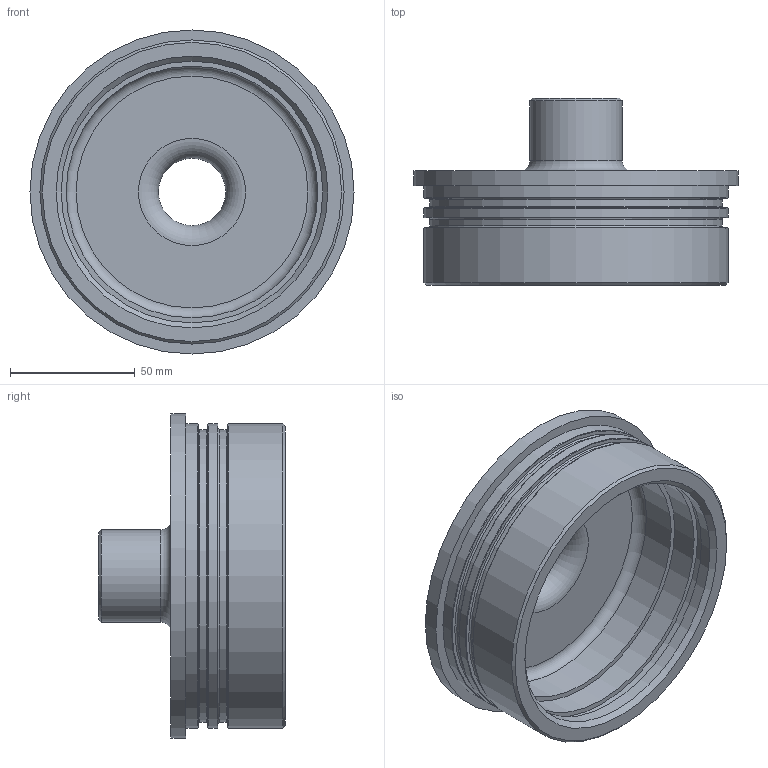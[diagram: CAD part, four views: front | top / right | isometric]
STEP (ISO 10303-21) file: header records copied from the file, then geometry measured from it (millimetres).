
FILE_DESCRIPTION(/* description */ (''),/* implementation_level */ '2;1');
FILE_NAME(/* name */ 'TWR.2A.4.03.02.001_plug.stp',/* time_stamp */ '2023-04-17T04:09:57+02:00',/* author */ (''),/* organization */ (''),/* preprocessor_version */ 'ST-DEVELOPER v18.101',/* originating_system */ 'SIEMENS PLM Software NX 2011',/* authorisation */ '');
FILE_SCHEMA (('AUTOMOTIVE_DESIGN { 1 0 10303 214 3 1 1 1 }'));
Length unit declared in the file: millimetre
Products named in the file (1): zatyczka_silnika
Bounding box: 130 x 75 x 130 mm (x, y, z)
Volume: 213439 mm3; surface area: 64991.8 mm2
Topology: 1 solids, 1 shells, 39 faces, 71 edges, 44 vertices
Faces by surface type: cylinder 12, plane 12, torus 11, cone 4
Full cylindrical faces by diameter (mm): 27 x1, 37 x1, 101 x1, 105 x2, 109 x1, 117.4 x2, 122 x3, 130 x1
Entity records: 812 total; most frequent: DIRECTION 158, CARTESIAN_POINT 118, AXIS2_PLACEMENT_3D 79, FACE_BOUND 78, EDGE_LOOP 78, ORIENTED_EDGE 78, ADVANCED_FACE 39, VERTEX_POINT 39
